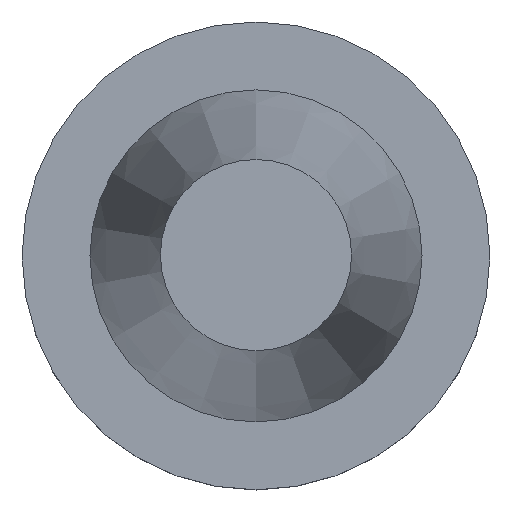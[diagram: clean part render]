
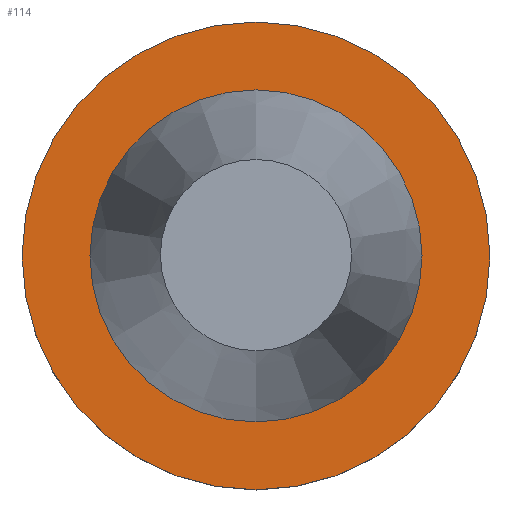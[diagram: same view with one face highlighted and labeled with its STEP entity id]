
A CAD part, top view. The second image highlights one B-rep face of the part: STEP entity #114.
In plain terms, the highlighted planar face has unit normal (0, 0, 1).
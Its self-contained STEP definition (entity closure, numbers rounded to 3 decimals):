
#61=EDGE_CURVE('Unnamed[1]',#161,#161,#162,.T.);
#114=ADVANCED_FACE('Unnamed[1]',(#243,#244),#245,.T.);
#135=EDGE_CURVE('Unnamed[1]',#276,#276,#277,.T.);
#161=VERTEX_POINT('',#296);
#162=CIRCLE('',#297,34.925);
#243=FACE_OUTER_BOUND('',#399,.T.);
#244=FACE_BOUND('',#400,.T.);
#245=PLANE('',#401);
#276=VERTEX_POINT('',#439);
#277=CIRCLE('',#440,49.213);
#296=CARTESIAN_POINT('',(0.,34.925,-1.5));
#297=AXIS2_PLACEMENT_3D('',#451,#452,#453);
#399=EDGE_LOOP('',(#543));
#400=EDGE_LOOP('',(#544));
#401=AXIS2_PLACEMENT_3D('',#545,#546,#547);
#439=CARTESIAN_POINT('',(0.,49.213,-1.5));
#440=AXIS2_PLACEMENT_3D('',#579,#580,#581);
#451=CARTESIAN_POINT('',(0.,0.,-1.5));
#452=DIRECTION('',(0.,0.,-1.0));
#453=DIRECTION('',(0.,1.0,0.));
#543=ORIENTED_EDGE('',*,*,#135,.F.);
#544=ORIENTED_EDGE('',*,*,#61,.T.);
#545=CARTESIAN_POINT('',(0.,42.069,-1.5));
#546=DIRECTION('',(0.,0.,1.0));
#547=DIRECTION('',(0.,-1.0,0.));
#579=CARTESIAN_POINT('',(0.,0.,-1.5));
#580=DIRECTION('',(0.,0.,-1.0));
#581=DIRECTION('',(0.,1.0,0.));
